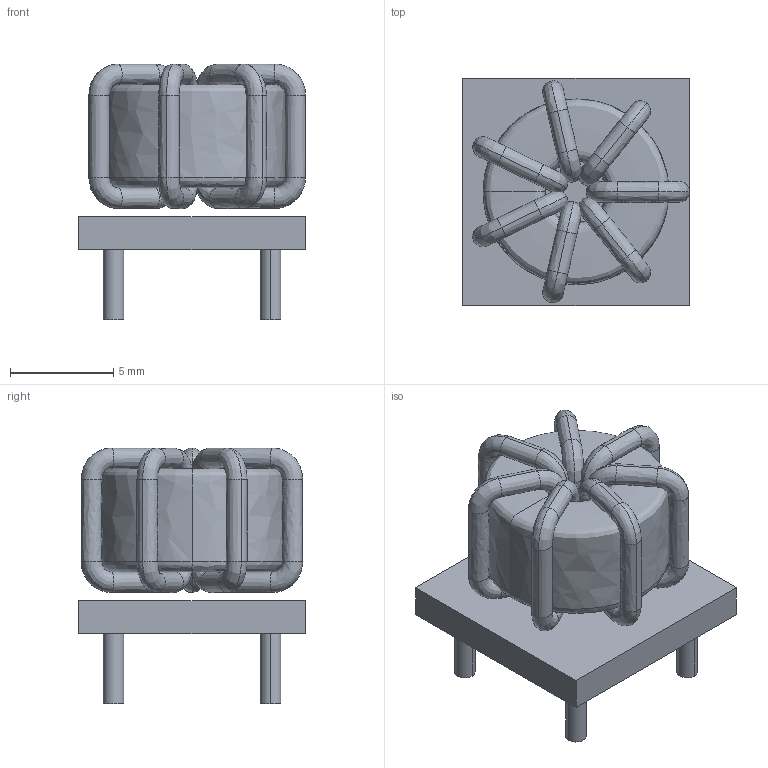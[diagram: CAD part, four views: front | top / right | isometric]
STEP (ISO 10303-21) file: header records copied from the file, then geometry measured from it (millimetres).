
FILE_DESCRIPTION(/* description */ (''),/* implementation_level */ '2;1');
FILE_NAME(/* name */ 'TCK-048',/* time_stamp */ '2019-10-25T12:22:16+02:00',/* author */ (''),/* organization */ (''),/* preprocessor_version */ 'ST-DEVELOPER v15',/* originating_system */ '',/* authorisation */ '');
FILE_SCHEMA (('AUTOMOTIVE_DESIGN'));
Length unit declared in the file: millimetre
Products named in the file (1): Document
Bounding box: 11 x 11 x 12.4 mm (x, y, z)
Volume: 584.6 mm3; surface area: 1056.2 mm2
Topology: 13 solids, 13 shells, 138 faces, 271 edges, 143 vertices
Faces by surface type: bspline 124, plane 14
Entity records: 6323 total; most frequent: CARTESIAN_POINT 4724, ORIENTED_EDGE 536, EDGE_CURVE 268, VERTEX_POINT 140, ADVANCED_FACE 138, FACE_OUTER_BOUND 138, EDGE_LOOP 138, DIRECTION 20
